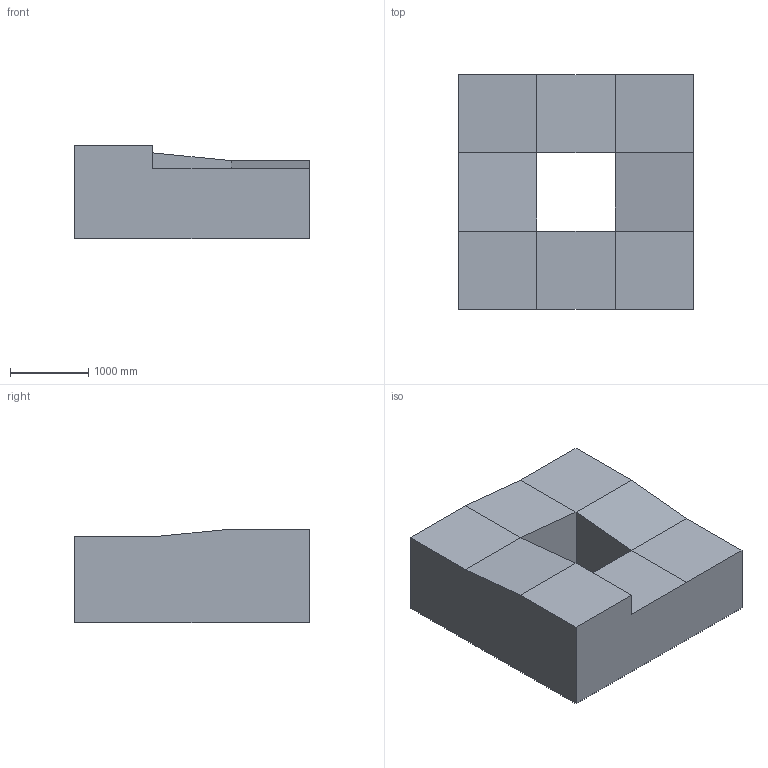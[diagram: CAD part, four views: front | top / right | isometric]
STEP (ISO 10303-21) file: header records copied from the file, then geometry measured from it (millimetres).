
FILE_DESCRIPTION(('Open CASCADE Model'),'2;1');
FILE_NAME('Open CASCADE Shape Model','2023-09-05T20:53:00',('Author'),( 'Open CASCADE'),'Open CASCADE STEP processor 7.5','Open CASCADE 7.5' ,'Unknown');
FILE_SCHEMA(('AUTOMOTIVE_DESIGN { 1 0 10303 214 1 1 1 1 }'));
Length unit declared in the file: metre
Products named in the file (1): Open CASCADE STEP translator 7.5 1
Bounding box: 3000 x 3000 x 1200 mm (x, y, z)
Volume: 8250000000 mm3; surface area: 32814962.7 mm2
Topology: 1 solids, 1 shells, 18 faces, 43 edges, 26 vertices
Faces by surface type: plane 18
Entity records: 1076 total; most frequent: CARTESIAN_POINT 174, DIRECTION 167, LINE 129, VECTOR 129, ORIENTED_EDGE 86, PCURVE 86, DEFINITIONAL_REPRESENTATION 86, EDGE_CURVE 43
